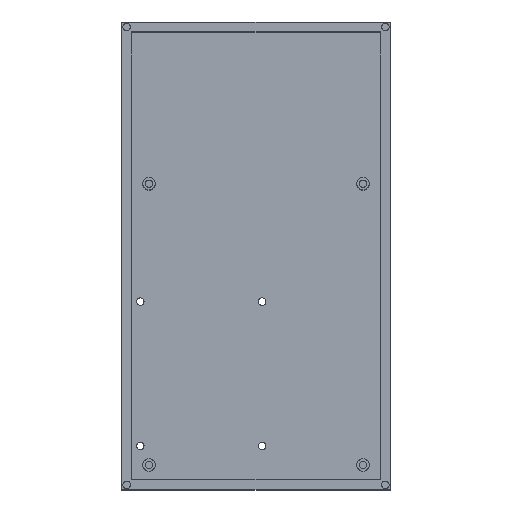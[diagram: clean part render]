
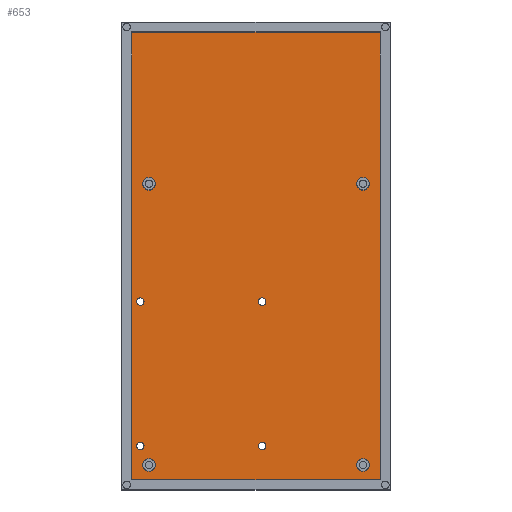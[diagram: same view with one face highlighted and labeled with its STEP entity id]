
A CAD part, top view. The second image highlights one B-rep face of the part: STEP entity #653.
In plain terms, the highlighted planar face has unit normal (0, 0, 1).
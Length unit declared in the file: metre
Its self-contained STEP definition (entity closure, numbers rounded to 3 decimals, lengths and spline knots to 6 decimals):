
#24=LINE('',#1106,#48);
#25=LINE('',#1109,#49);
#26=LINE('',#1111,#50);
#27=LINE('',#1113,#51);
#48=VECTOR('',#899,1.);
#49=VECTOR('',#900,1.);
#50=VECTOR('',#901,1.);
#51=VECTOR('',#902,1.);
#65=PLANE('',#743);
#142=ORIENTED_EDGE('',*,*,#266,.T.);
#143=ORIENTED_EDGE('',*,*,#267,.T.);
#144=ORIENTED_EDGE('',*,*,#268,.F.);
#145=ORIENTED_EDGE('',*,*,#269,.F.);
#146=ORIENTED_EDGE('',*,*,#270,.F.);
#147=ORIENTED_EDGE('',*,*,#271,.F.);
#148=ORIENTED_EDGE('',*,*,#272,.F.);
#149=ORIENTED_EDGE('',*,*,#273,.F.);
#150=ORIENTED_EDGE('',*,*,#253,.F.);
#151=ORIENTED_EDGE('',*,*,#251,.F.);
#152=ORIENTED_EDGE('',*,*,#249,.F.);
#153=ORIENTED_EDGE('',*,*,#265,.F.);
#249=EDGE_CURVE('',#317,#317,#371,.T.);
#251=EDGE_CURVE('',#319,#319,#373,.T.);
#253=EDGE_CURVE('',#321,#321,#375,.T.);
#265=EDGE_CURVE('',#331,#331,#385,.T.);
#266=EDGE_CURVE('',#332,#333,#24,.T.);
#267=EDGE_CURVE('',#333,#334,#25,.T.);
#268=EDGE_CURVE('',#335,#334,#26,.T.);
#269=EDGE_CURVE('',#332,#335,#27,.T.);
#270=EDGE_CURVE('',#336,#336,#386,.T.);
#271=EDGE_CURVE('',#337,#337,#387,.T.);
#272=EDGE_CURVE('',#338,#338,#388,.T.);
#273=EDGE_CURVE('',#339,#339,#389,.T.);
#317=VERTEX_POINT('',#1065);
#319=VERTEX_POINT('',#1070);
#321=VERTEX_POINT('',#1075);
#331=VERTEX_POINT('',#1103);
#332=VERTEX_POINT('',#1107);
#333=VERTEX_POINT('',#1108);
#334=VERTEX_POINT('',#1110);
#335=VERTEX_POINT('',#1112);
#336=VERTEX_POINT('',#1115);
#337=VERTEX_POINT('',#1117);
#338=VERTEX_POINT('',#1119);
#339=VERTEX_POINT('',#1121);
#371=CIRCLE('',#719,0.0015);
#373=CIRCLE('',#722,0.0015);
#375=CIRCLE('',#725,0.0015);
#385=CIRCLE('',#741,0.0015);
#386=CIRCLE('',#744,0.0025);
#387=CIRCLE('',#745,0.0025);
#388=CIRCLE('',#746,0.0025);
#389=CIRCLE('',#747,0.0025);
#445=EDGE_LOOP('',(#142,#143,#144,#145));
#446=EDGE_LOOP('',(#146));
#447=EDGE_LOOP('',(#147));
#448=EDGE_LOOP('',(#148));
#449=EDGE_LOOP('',(#149));
#450=EDGE_LOOP('',(#150));
#451=EDGE_LOOP('',(#151));
#452=EDGE_LOOP('',(#152));
#453=EDGE_LOOP('',(#153));
#549=FACE_BOUND('',#445,.T.);
#550=FACE_BOUND('',#446,.T.);
#551=FACE_BOUND('',#447,.T.);
#552=FACE_BOUND('',#448,.T.);
#553=FACE_BOUND('',#449,.T.);
#554=FACE_BOUND('',#450,.T.);
#555=FACE_BOUND('',#451,.T.);
#556=FACE_BOUND('',#452,.T.);
#557=FACE_BOUND('',#453,.T.);
#653=ADVANCED_FACE('',(#549,#550,#551,#552,#553,#554,#555,#556,#557),#65,
 .T.);
#719=AXIS2_PLACEMENT_3D('',#1064,#847,#848);
#722=AXIS2_PLACEMENT_3D('',#1069,#853,#854);
#725=AXIS2_PLACEMENT_3D('',#1074,#859,#860);
#741=AXIS2_PLACEMENT_3D('',#1102,#893,#894);
#743=AXIS2_PLACEMENT_3D('',#1105,#897,#898);
#744=AXIS2_PLACEMENT_3D('',#1114,#903,#904);
#745=AXIS2_PLACEMENT_3D('',#1116,#905,#906);
#746=AXIS2_PLACEMENT_3D('',#1118,#907,#908);
#747=AXIS2_PLACEMENT_3D('',#1120,#909,#910);
#847=DIRECTION('',(0.,0.,1.));
#848=DIRECTION('',(1.,0.,0.));
#853=DIRECTION('',(0.,0.,1.));
#854=DIRECTION('',(1.,0.,0.));
#859=DIRECTION('',(0.,0.,1.));
#860=DIRECTION('',(1.,0.,0.));
#893=DIRECTION('',(0.,0.,1.));
#894=DIRECTION('',(1.,0.,0.));
#897=DIRECTION('',(0.,0.,1.));
#898=DIRECTION('',(1.,0.,0.));
#899=DIRECTION('',(1.,0.,0.));
#900=DIRECTION('',(0.,1.,0.));
#901=DIRECTION('',(1.,0.,0.));
#902=DIRECTION('',(0.,1.,0.));
#903=DIRECTION('',(0.,0.,1.));
#904=DIRECTION('',(1.,0.,0.));
#905=DIRECTION('',(0.,0.,1.));
#906=DIRECTION('',(1.,0.,0.));
#907=DIRECTION('',(0.,0.,1.));
#908=DIRECTION('',(1.,0.,0.));
#909=DIRECTION('',(0.,0.,1.));
#910=DIRECTION('',(1.,0.,0.));
#1064=CARTESIAN_POINT('',(0.0035,0.013689,0.));
#1065=CARTESIAN_POINT('',(0.005,0.013689,0.));
#1069=CARTESIAN_POINT('',(0.0525,0.013689,0.));
#1070=CARTESIAN_POINT('',(0.054,0.013689,0.));
#1074=CARTESIAN_POINT('',(0.0525,0.071689,0.));
#1075=CARTESIAN_POINT('',(0.054,0.071689,0.));
#1102=CARTESIAN_POINT('',(0.0035,0.071689,0.));
#1103=CARTESIAN_POINT('',(0.005,0.071689,0.));
#1105=CARTESIAN_POINT('',(0.05,0.09,0.));
#1106=CARTESIAN_POINT('',(0.05,0.,0.));
#1107=CARTESIAN_POINT('',(0.,0.,0.));
#1108=CARTESIAN_POINT('',(0.1,0.,0.));
#1109=CARTESIAN_POINT('',(0.1,0.09,0.));
#1110=CARTESIAN_POINT('',(0.1,0.18,0.));
#1111=CARTESIAN_POINT('',(0.05,0.18,0.));
#1112=CARTESIAN_POINT('',(0.,0.18,0.));
#1113=CARTESIAN_POINT('',(0.,0.09,0.));
#1114=CARTESIAN_POINT('',(0.093,0.006,0.));
#1115=CARTESIAN_POINT('',(0.0955,0.006,0.));
#1116=CARTESIAN_POINT('',(0.007,0.006,0.));
#1117=CARTESIAN_POINT('',(0.0095,0.006,0.));
#1118=CARTESIAN_POINT('',(0.007,0.119,0.));
#1119=CARTESIAN_POINT('',(0.0095,0.119,0.));
#1120=CARTESIAN_POINT('',(0.093,0.119,0.));
#1121=CARTESIAN_POINT('',(0.0955,0.119,0.));
